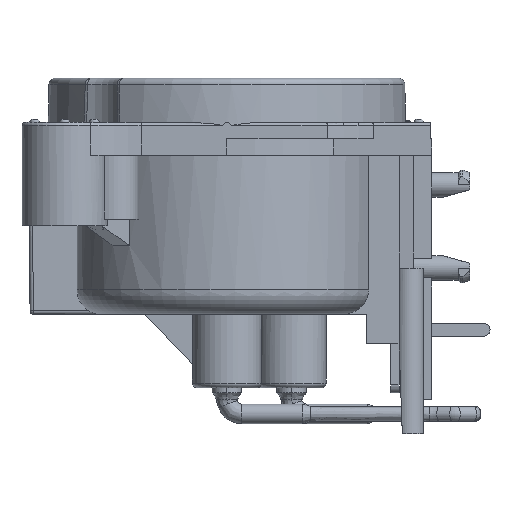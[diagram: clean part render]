
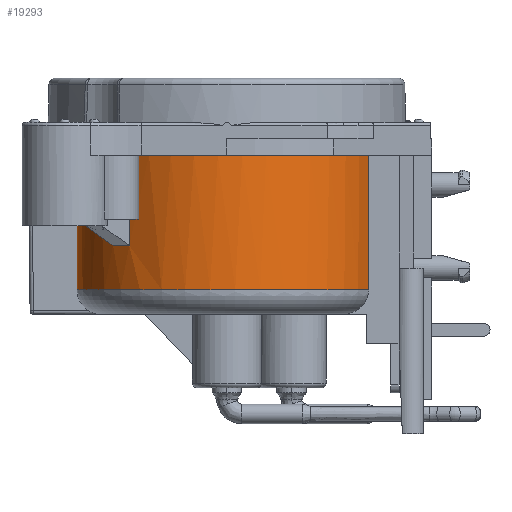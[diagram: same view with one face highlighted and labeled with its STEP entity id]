
A CAD part, left-side view. The second image highlights one B-rep face of the part: STEP entity #19293.
In plain terms, the highlighted cylindrical face has radius 9.15 mm (diameter 18.3 mm), a partial arc.
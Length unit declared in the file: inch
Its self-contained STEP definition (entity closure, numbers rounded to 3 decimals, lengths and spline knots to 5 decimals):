
#254=CYLINDRICAL_SURFACE('',#20714,0.36024);
#1401=CIRCLE('',#20628,0.36024);
#1412=CIRCLE('',#20642,0.36024);
#1443=CIRCLE('',#20715,0.36024);
#2371=FACE_OUTER_BOUND('',#3401,.T.);
#3401=EDGE_LOOP('',(#16221,#16222,#16223,#16224,#16225,#16226,#16227,#16228));
#5208=LINE('',#34632,#7068);
#5245=LINE('',#34775,#7105);
#5285=LINE('',#34977,#7145);
#7068=VECTOR('',#24746,0.32283);
#7105=VECTOR('',#24849,0.2173);
#7145=VECTOR('',#25001,0.2173);
#7483=B_SPLINE_CURVE_WITH_KNOTS('',3,(#32419,#32420,#32421,#32422),
 .UNSPECIFIED.,.F.,.F.,(4,4),(0.,1.),.UNSPECIFIED.);
#7496=B_SPLINE_CURVE_WITH_KNOTS('',3,(#34791,#34792,#34793,#34794,#34795,
#34796,#34797,#34798,#34799,#34800,#34801,#34802,#34803),.UNSPECIFIED.,
 .F.,.F.,(4,3,3,3,4),(0.,0.04102,0.06981,
0.09917,0.14018),.UNSPECIFIED.);
#8267=VERTEX_POINT('',#32409);
#8268=VERTEX_POINT('',#32418);
#8984=VERTEX_POINT('',#34629);
#8985=VERTEX_POINT('',#34631);
#8989=VERTEX_POINT('',#34664);
#9015=VERTEX_POINT('',#34723);
#9032=VERTEX_POINT('',#34768);
#9033=VERTEX_POINT('',#34790);
#10364=EDGE_CURVE('',#8268,#8267,#7483,.T.);
#11425=EDGE_CURVE('',#8985,#8984,#5208,.T.);
#11433=EDGE_CURVE('',#8268,#8989,#1401,.T.);
#11464=EDGE_CURVE('',#9015,#8984,#1412,.T.);
#11487=EDGE_CURVE('',#8989,#9032,#5245,.T.);
#11488=EDGE_CURVE('',#9032,#9033,#7496,.T.);
#11557=EDGE_CURVE('',#9015,#9033,#5285,.T.);
#11558=EDGE_CURVE('',#8985,#8267,#1443,.T.);
#16221=ORIENTED_EDGE('',*,*,#11488,.F.);
#16222=ORIENTED_EDGE('',*,*,#11487,.F.);
#16223=ORIENTED_EDGE('',*,*,#11433,.F.);
#16224=ORIENTED_EDGE('',*,*,#10364,.T.);
#16225=ORIENTED_EDGE('',*,*,#11558,.F.);
#16226=ORIENTED_EDGE('',*,*,#11425,.T.);
#16227=ORIENTED_EDGE('',*,*,#11464,.F.);
#16228=ORIENTED_EDGE('',*,*,#11557,.T.);
#19293=ADVANCED_FACE('',(#2371),#254,.T.);
#20628=AXIS2_PLACEMENT_3D('',#34665,#24758,#24759);
#20642=AXIS2_PLACEMENT_3D('',#34725,#24806,#24807);
#20714=AXIS2_PLACEMENT_3D('',#34978,#25002,#25003);
#20715=AXIS2_PLACEMENT_3D('',#34979,#25004,#25005);
#24746=DIRECTION('',(0.,0.,1.));
#24758=DIRECTION('center_axis',(0.,0.,1.));
#24759=DIRECTION('ref_axis',(0.22,0.976,0.));
#24806=DIRECTION('center_axis',(0.,0.,1.));
#24807=DIRECTION('ref_axis',(-0.759,0.651,0.));
#24849=DIRECTION('',(0.,0.,-1.));
#25001=DIRECTION('',(0.,0.,-1.));
#25002=DIRECTION('center_axis',(0.,0.,-1.));
#25003=DIRECTION('ref_axis',(-1.,0.,0.));
#25004=DIRECTION('center_axis',(0.,0.,-1.));
#25005=DIRECTION('ref_axis',(-0.328,-0.945,0.));
#32409=CARTESIAN_POINT('',(0.57403,0.93349,-0.46654));
#32418=CARTESIAN_POINT('',(0.57121,0.93413,-0.1437));
#32419=CARTESIAN_POINT('Ctrl Pts',(0.57121,0.93413,-0.1437));
#32420=CARTESIAN_POINT('Ctrl Pts',(0.57215,0.93392,-0.25131));
#32421=CARTESIAN_POINT('Ctrl Pts',(0.57309,0.93371,-0.35892));
#32422=CARTESIAN_POINT('Ctrl Pts',(0.57403,0.93349,-0.46654));
#34629=CARTESIAN_POINT('',(0.37402,0.24236,-0.1437));
#34631=CARTESIAN_POINT('',(0.37402,0.24236,-0.46654));
#34632=CARTESIAN_POINT('',(0.37402,0.24236,-0.46654));
#34664=CARTESIAN_POINT('',(0.25763,0.85615,-0.1437));
#34665=CARTESIAN_POINT('Origin',(0.49213,0.58269,-0.1437));
#34723=CARTESIAN_POINT('',(0.21866,0.81718,-0.1437));
#34725=CARTESIAN_POINT('Origin',(0.49213,0.58269,-0.1437));
#34768=CARTESIAN_POINT('',(0.25763,0.85615,-0.361));
#34775=CARTESIAN_POINT('',(0.25763,0.85615,-0.1437));
#34790=CARTESIAN_POINT('',(0.21866,0.81718,-0.361));
#34791=CARTESIAN_POINT('Ctrl Pts',(0.25763,0.85615,
-0.361));
#34792=CARTESIAN_POINT('Ctrl Pts',(0.25355,0.85265,
-0.36079));
#34793=CARTESIAN_POINT('Ctrl Pts',(0.24955,0.84906,
-0.36063));
#34794=CARTESIAN_POINT('Ctrl Pts',(0.24562,0.84537,
-0.36055));
#34795=CARTESIAN_POINT('Ctrl Pts',(0.24287,0.84279,
-0.36048));
#34796=CARTESIAN_POINT('Ctrl Pts',(0.24015,0.84016,-0.36045));
#34797=CARTESIAN_POINT('Ctrl Pts',(0.23748,0.83749,
-0.36045));
#34798=CARTESIAN_POINT('Ctrl Pts',(0.23476,0.83477,
-0.36045));
#34799=CARTESIAN_POINT('Ctrl Pts',(0.23207,0.832,
-0.36048));
#34800=CARTESIAN_POINT('Ctrl Pts',(0.22944,0.82919,
-0.36055));
#34801=CARTESIAN_POINT('Ctrl Pts',(0.22575,0.82527,
-0.36063));
#34802=CARTESIAN_POINT('Ctrl Pts',(0.22216,0.82126,
-0.36079));
#34803=CARTESIAN_POINT('Ctrl Pts',(0.21866,0.81718,-0.361));
#34977=CARTESIAN_POINT('',(0.21866,0.81718,-0.1437));
#34978=CARTESIAN_POINT('Origin',(0.49213,0.58269,-0.1437));
#34979=CARTESIAN_POINT('Origin',(0.49213,0.58269,-0.46654));
